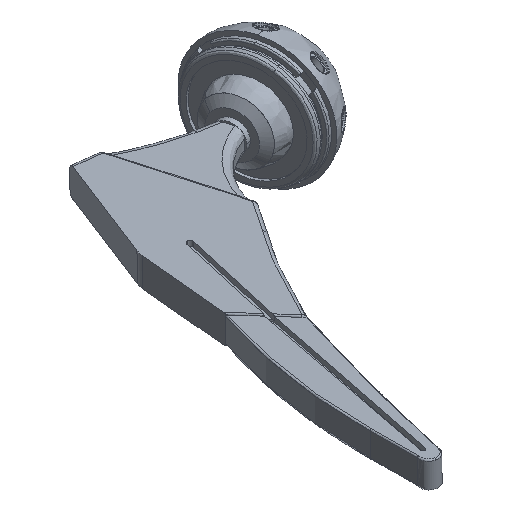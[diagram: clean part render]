
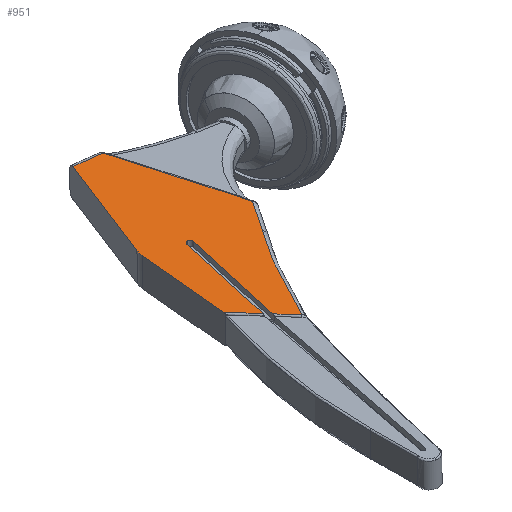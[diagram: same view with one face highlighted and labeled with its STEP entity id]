
A CAD part, isometric view. The second image highlights one B-rep face of the part: STEP entity #951.
In plain terms, the highlighted free-form (B-spline) face has degree [1, 1] with [2, 2] control points.
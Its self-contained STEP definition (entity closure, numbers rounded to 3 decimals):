
#468 = VERTEX_POINT('',#469);
#469 = CARTESIAN_POINT('',(-77.379,-54.765,
    5.516));
#474 = EDGE_CURVE('',#468,#475,#477,.T.);
#475 = VERTEX_POINT('',#476);
#476 = CARTESIAN_POINT('',(-76.096,-53.963,5.513
    ));
#477 = ( BOUNDED_CURVE() B_SPLINE_CURVE(2,(#478,#479,#480),
.UNSPECIFIED.,.F.,.F.) B_SPLINE_CURVE_WITH_KNOTS((3,3),(1.571,
3.142),.PIECEWISE_BEZIER_KNOTS.) CURVE() 
GEOMETRIC_REPRESENTATION_ITEM() RATIONAL_B_SPLINE_CURVE((1.,
0.707,1.)) REPRESENTATION_ITEM('') );
#478 = CARTESIAN_POINT('',(-77.379,-54.765,
    5.516));
#479 = CARTESIAN_POINT('',(-77.138,-53.722,
    5.509));
#480 = CARTESIAN_POINT('',(-76.096,-53.963,5.513
    ));
#951 = ADVANCED_FACE('',(#952),#1083,.F.);
#952 = FACE_BOUND('',#953,.T.);
#953 = EDGE_LOOP('',(#954,#963,#968,#969,#977,#984,#991,#998,#1006,#1013
    ,#1024,#1031,#1042,#1049,#1056,#1063,#1071,#1078));
#954 = ORIENTED_EDGE('',*,*,#955,.T.);
#955 = EDGE_CURVE('',#956,#958,#960,.T.);
#956 = VERTEX_POINT('',#957);
#957 = CARTESIAN_POINT('',(-85.99,-92.04,
    5.787));
#958 = VERTEX_POINT('',#959);
#959 = CARTESIAN_POINT('',(-77.382,-54.764,
    5.516));
#960 = B_SPLINE_CURVE_WITH_KNOTS('',1,(#961,#962),.UNSPECIFIED.,.F.,.F.,
  (2,2),(0.616,39.809),.PIECEWISE_BEZIER_KNOTS.);
#961 = CARTESIAN_POINT('',(-85.99,-92.04,
    5.787));
#962 = CARTESIAN_POINT('',(-77.382,-54.764,
    5.516));
#963 = ORIENTED_EDGE('',*,*,#964,.T.);
#964 = EDGE_CURVE('',#958,#468,#965,.T.);
#965 = B_SPLINE_CURVE_WITH_KNOTS('',1,(#966,#967),.UNSPECIFIED.,.F.,.F.,
  (2,2),(0.,0.003),.PIECEWISE_BEZIER_KNOTS.);
#966 = CARTESIAN_POINT('',(-77.382,-54.764,
    5.516));
#967 = CARTESIAN_POINT('',(-77.379,-54.765,
    5.516));
#968 = ORIENTED_EDGE('',*,*,#474,.T.);
#969 = ORIENTED_EDGE('',*,*,#970,.T.);
#970 = EDGE_CURVE('',#475,#971,#973,.T.);
#971 = VERTEX_POINT('',#972);
#972 = CARTESIAN_POINT('',(-75.294,-55.246,
    5.524));
#973 = ( BOUNDED_CURVE() B_SPLINE_CURVE(2,(#974,#975,#976),
.UNSPECIFIED.,.F.,.F.) B_SPLINE_CURVE_WITH_KNOTS((3,3),(3.142,
4.712),.PIECEWISE_BEZIER_KNOTS.) CURVE() 
GEOMETRIC_REPRESENTATION_ITEM() RATIONAL_B_SPLINE_CURVE((1.,
0.707,1.)) REPRESENTATION_ITEM('') );
#974 = CARTESIAN_POINT('',(-76.096,-53.963,5.513
    ));
#975 = CARTESIAN_POINT('',(-75.054,-54.204,
    5.517));
#976 = CARTESIAN_POINT('',(-75.294,-55.246,
    5.524));
#977 = ORIENTED_EDGE('',*,*,#978,.T.);
#978 = EDGE_CURVE('',#971,#979,#981,.T.);
#979 = VERTEX_POINT('',#980);
#980 = CARTESIAN_POINT('',(-75.292,-55.247,
    5.524));
#981 = B_SPLINE_CURVE_WITH_KNOTS('',1,(#982,#983),.UNSPECIFIED.,.F.,.F.,
  (2,2),(0.,0.003),.PIECEWISE_BEZIER_KNOTS.);
#982 = CARTESIAN_POINT('',(-75.294,-55.246,
    5.524));
#983 = CARTESIAN_POINT('',(-75.292,-55.247,
    5.524));
#984 = ORIENTED_EDGE('',*,*,#985,.T.);
#985 = EDGE_CURVE('',#979,#986,#988,.T.);
#986 = VERTEX_POINT('',#987);
#987 = CARTESIAN_POINT('',(-84.248,-94.028,
    5.806));
#988 = B_SPLINE_CURVE_WITH_KNOTS('',1,(#989,#990),.UNSPECIFIED.,.F.,.F.,
  (2,2),(0.,40.775),.PIECEWISE_BEZIER_KNOTS.);
#989 = CARTESIAN_POINT('',(-75.292,-55.247,
    5.524));
#990 = CARTESIAN_POINT('',(-84.248,-94.028,
    5.806));
#991 = ORIENTED_EDGE('',*,*,#992,.T.);
#992 = EDGE_CURVE('',#986,#993,#995,.T.);
#993 = VERTEX_POINT('',#994);
#994 = CARTESIAN_POINT('',(-79.161,-99.832,
    5.861));
#995 = B_SPLINE_CURVE_WITH_KNOTS('',1,(#996,#997),.UNSPECIFIED.,.F.,.F.,
  (2,2),(7.593,15.5),.PIECEWISE_BEZIER_KNOTS.);
#996 = CARTESIAN_POINT('',(-84.248,-94.028,
    5.806));
#997 = CARTESIAN_POINT('',(-79.161,-99.832,
    5.861));
#998 = ORIENTED_EDGE('',*,*,#999,.T.);
#999 = EDGE_CURVE('',#993,#1000,#1002,.T.);
#1000 = VERTEX_POINT('',#1001);
#1001 = CARTESIAN_POINT('',(-51.327,-53.431,
    5.56));
#1002 = ( BOUNDED_CURVE() B_SPLINE_CURVE(2,(#1003,#1004,#1005),
.UNSPECIFIED.,.F.,.F.) B_SPLINE_CURVE_WITH_KNOTS((3,3),(1.781,
1.988),.PIECEWISE_BEZIER_KNOTS.) CURVE() 
GEOMETRIC_REPRESENTATION_ITEM() RATIONAL_B_SPLINE_CURVE((1.,
0.995,1.)) REPRESENTATION_ITEM('') );
#1003 = CARTESIAN_POINT('',(-79.161,-99.832,
    5.861));
#1004 = CARTESIAN_POINT('',(-67.655,-75.185,
    5.694));
#1005 = CARTESIAN_POINT('',(-51.327,-53.431,
    5.56));
#1006 = ORIENTED_EDGE('',*,*,#1007,.T.);
#1007 = EDGE_CURVE('',#1000,#1008,#1010,.T.);
#1008 = VERTEX_POINT('',#1009);
#1009 = CARTESIAN_POINT('',(-51.826,-51.596,
    5.545));
#1010 = B_SPLINE_CURVE_WITH_KNOTS('',1,(#1011,#1012),.UNSPECIFIED.,.F.,
  .F.,(2,2),(-46.494,-44.546),.PIECEWISE_BEZIER_KNOTS.);
#1011 = CARTESIAN_POINT('',(-51.327,-53.431,
    5.56));
#1012 = CARTESIAN_POINT('',(-51.826,-51.596,
    5.545));
#1013 = ORIENTED_EDGE('',*,*,#1014,.T.);
#1014 = EDGE_CURVE('',#1008,#1015,#1017,.T.);
#1015 = VERTEX_POINT('',#1016);
#1016 = CARTESIAN_POINT('',(-52.539,-48.474,
    5.519));
#1017 = B_SPLINE_CURVE_WITH_KNOTS('',3,(#1018,#1019,#1020,#1021,#1022,
    #1023),.UNSPECIFIED.,.F.,.F.,(4,2,4),(0.,0.002,
    0.003),.UNSPECIFIED.);
#1018 = CARTESIAN_POINT('',(-51.826,-51.596,
    5.545));
#1019 = CARTESIAN_POINT('',(-51.966,-51.081,5.54
    ));
#1020 = CARTESIAN_POINT('',(-52.07,-50.557,
    5.536));
#1021 = CARTESIAN_POINT('',(-52.286,-49.511,
    5.528));
#1022 = CARTESIAN_POINT('',(-52.399,-48.989,
    5.523));
#1023 = CARTESIAN_POINT('',(-52.539,-48.474,
    5.519));
#1024 = ORIENTED_EDGE('',*,*,#1025,.T.);
#1025 = EDGE_CURVE('',#1015,#1026,#1028,.T.);
#1026 = VERTEX_POINT('',#1027);
#1027 = CARTESIAN_POINT('',(-62.601,-11.457,
    5.212));
#1028 = B_SPLINE_CURVE_WITH_KNOTS('',1,(#1029,#1030),.UNSPECIFIED.,.F.,
  .F.,(2,2),(-12.553,26.745),.PIECEWISE_BEZIER_KNOTS.);
#1029 = CARTESIAN_POINT('',(-52.539,-48.474,
    5.519));
#1030 = CARTESIAN_POINT('',(-62.601,-11.457,
    5.212));
#1031 = ORIENTED_EDGE('',*,*,#1032,.T.);
#1032 = EDGE_CURVE('',#1026,#1033,#1035,.T.);
#1033 = VERTEX_POINT('',#1034);
#1034 = CARTESIAN_POINT('',(-63.308,-9.352,5.194
    ));
#1035 = B_SPLINE_CURVE_WITH_KNOTS('',3,(#1036,#1037,#1038,#1039,#1040,
    #1041),.UNSPECIFIED.,.F.,.F.,(4,2,4),(0.,0.001,
    0.002),.UNSPECIFIED.);
#1036 = CARTESIAN_POINT('',(-62.601,-11.457,
    5.212));
#1037 = CARTESIAN_POINT('',(-62.698,-11.1,
    5.209));
#1038 = CARTESIAN_POINT('',(-62.821,-10.75,
    5.206));
#1039 = CARTESIAN_POINT('',(-63.078,-10.056,
    5.2));
#1040 = CARTESIAN_POINT('',(-63.211,-9.71,
    5.197));
#1041 = CARTESIAN_POINT('',(-63.308,-9.352,5.194
    ));
#1042 = ORIENTED_EDGE('',*,*,#1043,.T.);
#1043 = EDGE_CURVE('',#1033,#1044,#1046,.T.);
#1044 = VERTEX_POINT('',#1045);
#1045 = CARTESIAN_POINT('',(-63.337,-9.246,
    5.193));
#1046 = B_SPLINE_CURVE_WITH_KNOTS('',1,(#1047,#1048),.UNSPECIFIED.,.F.,
  .F.,(2,2),(0.302,0.414),.PIECEWISE_BEZIER_KNOTS.);
#1047 = CARTESIAN_POINT('',(-63.308,-9.352,5.194
    ));
#1048 = CARTESIAN_POINT('',(-63.337,-9.246,
    5.193));
#1049 = ORIENTED_EDGE('',*,*,#1050,.T.);
#1050 = EDGE_CURVE('',#1044,#1051,#1053,.T.);
#1051 = VERTEX_POINT('',#1052);
#1052 = CARTESIAN_POINT('',(-73.311,-7.973,
    5.163));
#1053 = B_SPLINE_CURVE_WITH_KNOTS('',1,(#1054,#1055),.UNSPECIFIED.,.F.,
  .F.,(2,2),(-9.796,0.505),.PIECEWISE_BEZIER_KNOTS.);
#1054 = CARTESIAN_POINT('',(-63.337,-9.246,
    5.193));
#1055 = CARTESIAN_POINT('',(-73.311,-7.973,
    5.163));
#1056 = ORIENTED_EDGE('',*,*,#1057,.T.);
#1057 = EDGE_CURVE('',#1051,#1058,#1060,.T.);
#1058 = VERTEX_POINT('',#1059);
#1059 = CARTESIAN_POINT('',(-88.904,-47.647,5.437
    ));
#1060 = B_SPLINE_CURVE_WITH_KNOTS('',1,(#1061,#1062),.UNSPECIFIED.,.F.,
  .F.,(2,2),(2.878,46.548),.PIECEWISE_BEZIER_KNOTS.);
#1061 = CARTESIAN_POINT('',(-73.311,-7.973,
    5.163));
#1062 = CARTESIAN_POINT('',(-88.904,-47.647,5.437
    ));
#1063 = ORIENTED_EDGE('',*,*,#1064,.T.);
#1064 = EDGE_CURVE('',#1058,#1065,#1067,.T.);
#1065 = VERTEX_POINT('',#1066);
#1066 = CARTESIAN_POINT('',(-89.534,-50.269,
    5.456));
#1067 = ( BOUNDED_CURVE() B_SPLINE_CURVE(2,(#1068,#1069,#1070),
.UNSPECIFIED.,.F.,.F.) B_SPLINE_CURVE_WITH_KNOTS((3,3),(4.565,
4.842),.PIECEWISE_BEZIER_KNOTS.) CURVE() 
GEOMETRIC_REPRESENTATION_ITEM() RATIONAL_B_SPLINE_CURVE((1.,
0.99,1.)) REPRESENTATION_ITEM('') );
#1068 = CARTESIAN_POINT('',(-88.904,-47.647,5.437
    ));
#1069 = CARTESIAN_POINT('',(-89.402,-48.914,
    5.446));
#1070 = CARTESIAN_POINT('',(-89.534,-50.269,
    5.456));
#1071 = ORIENTED_EDGE('',*,*,#1072,.T.);
#1072 = EDGE_CURVE('',#1065,#1073,#1075,.T.);
#1073 = VERTEX_POINT('',#1074);
#1074 = CARTESIAN_POINT('',(-92.847,-84.216,
    5.712));
#1075 = B_SPLINE_CURVE_WITH_KNOTS('',1,(#1076,#1077),.UNSPECIFIED.,.F.,
  .F.,(2,2),(31.295,66.237),.PIECEWISE_BEZIER_KNOTS.);
#1076 = CARTESIAN_POINT('',(-89.534,-50.269,
    5.456));
#1077 = CARTESIAN_POINT('',(-92.847,-84.216,
    5.712));
#1078 = ORIENTED_EDGE('',*,*,#1079,.T.);
#1079 = EDGE_CURVE('',#1073,#956,#1080,.T.);
#1080 = B_SPLINE_CURVE_WITH_KNOTS('',1,(#1081,#1082),.UNSPECIFIED.,.F.,
  .F.,(2,2),(-5.773,4.886),.PIECEWISE_BEZIER_KNOTS.);
#1081 = CARTESIAN_POINT('',(-92.847,-84.216,
    5.712));
#1082 = CARTESIAN_POINT('',(-85.99,-92.04,
    5.787));
#1083 = B_SPLINE_SURFACE_WITH_KNOTS('',1,1,(
    (#1084,#1085)
    ,(#1086,#1087
    )),.UNSPECIFIED.,.F.,.F.,.F.,(2,2),(2,2),(-6.89,
    87.179),(26.606,65.556),
  .PIECEWISE_BEZIER_KNOTS.);
#1084 = CARTESIAN_POINT('',(-42.248,-14.116,
    5.275));
#1085 = CARTESIAN_POINT('',(-79.294,-5.562,
    5.132));
#1086 = CARTESIAN_POINT('',(-62.909,-103.585,
    5.924));
#1087 = CARTESIAN_POINT('',(-99.955,-95.03,
    5.781));
